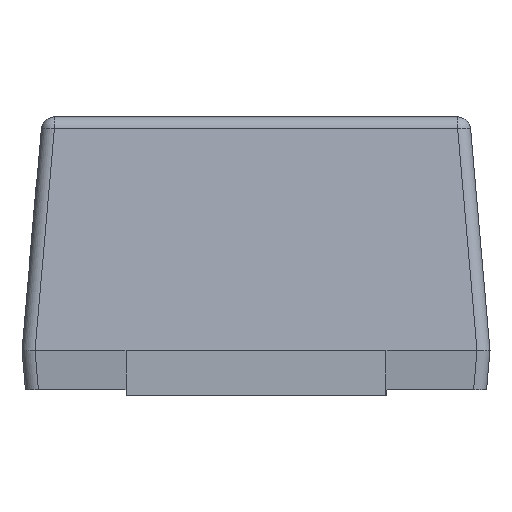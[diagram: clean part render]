
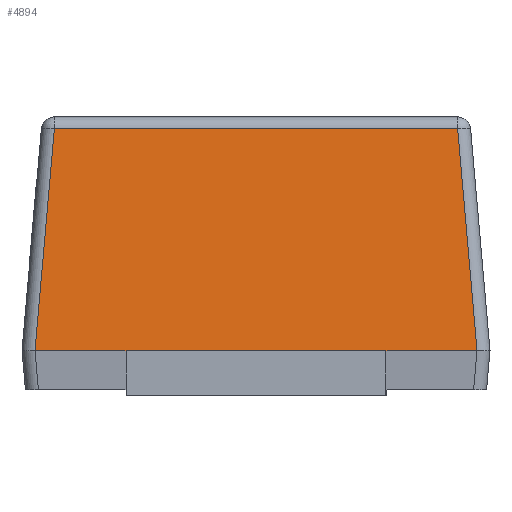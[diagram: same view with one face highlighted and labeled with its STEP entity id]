
A CAD part, left-side view. The second image highlights one B-rep face of the part: STEP entity #4894.
In plain terms, the highlighted planar face has unit normal (-0.996, 0, 0.087).
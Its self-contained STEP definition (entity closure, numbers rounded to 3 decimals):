
#385=FACE_OUTER_BOUND('',#662,.T.);
#662=EDGE_LOOP('',(#3280,#3281,#3282,#3283,#3284,#3285));
#1037=LINE('',#7089,#1522);
#1044=LINE('',#7102,#1529);
#1052=LINE('',#7117,#1537);
#1053=LINE('',#7118,#1538);
#1054=LINE('',#7119,#1539);
#1055=LINE('',#7120,#1540);
#1522=VECTOR('',#5651,1.);
#1529=VECTOR('',#5662,1.);
#1537=VECTOR('',#5676,1.);
#1538=VECTOR('',#5677,1.);
#1539=VECTOR('',#5678,1.);
#1540=VECTOR('',#5679,1.);
#2087=VERTEX_POINT('',#7087);
#2088=VERTEX_POINT('',#7088);
#2091=VERTEX_POINT('',#7099);
#2092=VERTEX_POINT('',#7101);
#2095=VERTEX_POINT('',#7115);
#2096=VERTEX_POINT('',#7116);
#2551=EDGE_CURVE('',#2087,#2088,#1037,.T.);
#2558=EDGE_CURVE('',#2092,#2091,#1044,.T.);
#2566=EDGE_CURVE('',#2095,#2096,#1052,.T.);
#2567=EDGE_CURVE('',#2096,#2087,#1053,.T.);
#2568=EDGE_CURVE('',#2088,#2092,#1054,.T.);
#2569=EDGE_CURVE('',#2091,#2095,#1055,.T.);
#3280=ORIENTED_EDGE('',*,*,#2566,.T.);
#3281=ORIENTED_EDGE('',*,*,#2567,.T.);
#3282=ORIENTED_EDGE('',*,*,#2551,.T.);
#3283=ORIENTED_EDGE('',*,*,#2568,.T.);
#3284=ORIENTED_EDGE('',*,*,#2558,.T.);
#3285=ORIENTED_EDGE('',*,*,#2569,.T.);
#4479=PLANE('',#5211);
#4894=ADVANCED_FACE('',(#385),#4479,.T.);
#5211=AXIS2_PLACEMENT_3D('',#7114,#5674,#5675);
#5651=DIRECTION('',(0.,-1.,0.));
#5662=DIRECTION('',(0.,-1.,0.));
#5674=DIRECTION('center_axis',(-0.996,0.,
0.087));
#5675=DIRECTION('ref_axis',(0.087,0.,0.996));
#5676=DIRECTION('',(0.,1.,0.));
#5677=DIRECTION('',(-0.087,0.087,-0.992));
#5678=DIRECTION('',(0.,-1.,0.));
#5679=DIRECTION('',(0.087,0.087,0.992));
#7087=CARTESIAN_POINT('',(-1.375,0.85,-0.09));
#7088=CARTESIAN_POINT('',(-1.375,0.5,-0.09));
#7089=CARTESIAN_POINT('',(-1.375,0.9,-0.09));
#7099=CARTESIAN_POINT('',(-1.375,-0.85,-0.09));
#7101=CARTESIAN_POINT('',(-1.375,-0.5,-0.09));
#7102=CARTESIAN_POINT('',(-1.375,0.9,-0.09));
#7114=CARTESIAN_POINT('Origin',(-1.375,0.9,-0.09));
#7115=CARTESIAN_POINT('',(-1.3,-0.775,0.764));
#7116=CARTESIAN_POINT('',(-1.3,0.775,0.764));
#7117=CARTESIAN_POINT('',(-1.3,0.821,0.764));
#7118=CARTESIAN_POINT('',(-1.375,0.851,-0.094));
#7119=CARTESIAN_POINT('',(-1.375,0.9,-0.09));
#7120=CARTESIAN_POINT('',(-1.362,-0.837,0.061));
